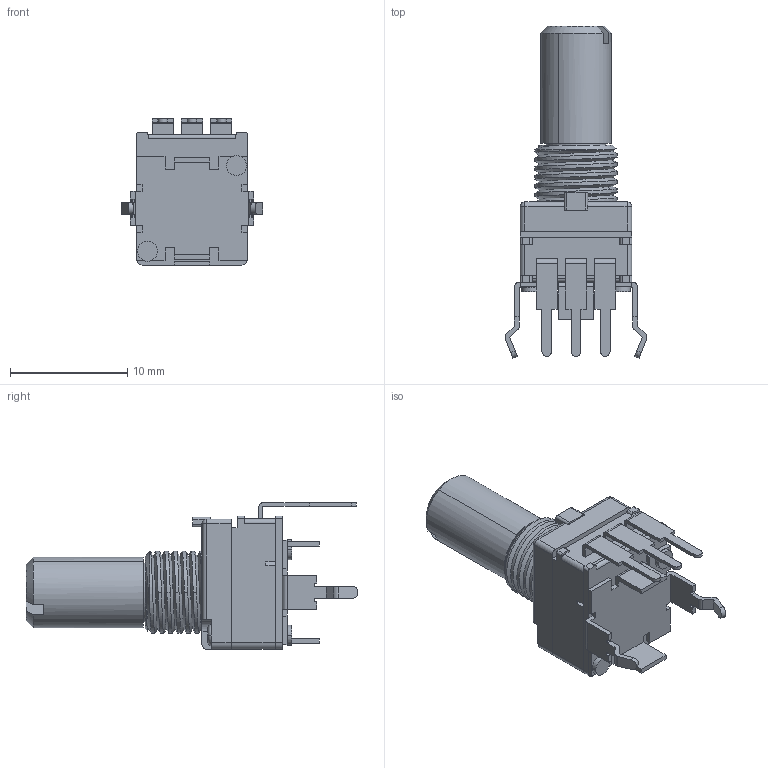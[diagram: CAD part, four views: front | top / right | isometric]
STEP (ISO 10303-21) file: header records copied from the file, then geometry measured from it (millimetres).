
FILE_DESCRIPTION((''),'2;1');
FILE_NAME('F09115N-38_ASM','2017-06-09T',('eng05'),(''),'PRO/ENGINEER BY PARAMETRIC TECHNOLOGY CORPORATION, 2012480','PRO/ENGINEER BY PARAMETRIC TECHNOLOGY CORPORATION, 2012480','');
FILE_SCHEMA(('CONFIG_CONTROL_DESIGN'));
Length unit declared in the file: millimetre
Products named in the file (7): 13150-L5; 13258; 13156-1; 13259-1; 13169; 13152-1-L15RE; F09115N-38_ASM
Assembly tree (7 placements, depth 2):
  F09115N-38_ASM
    13150-L5
    13258
    13156-1
    13259-1
    13169  x2
    13152-1-L15RE
Bounding box: 12.1 x 28.3 x 12.5 mm (x, y, z)
Volume: 1213.5 mm3; surface area: 1974.3 mm2
Topology: 7 solids, 7 shells, 318 faces, 870 edges, 570 vertices
Faces by surface type: plane 178, cylinder 119, cone 8, bspline 7, torus 4, sphere 2
Entity records: 11549 total; most frequent: CARTESIAN_POINT 3442, ORIENTED_EDGE 1684, DIRECTION 1651, EDGE_CURVE 842, VECTOR 573, LINE 573, VERTEX_POINT 555, AXIS2_PLACEMENT_3D 539
